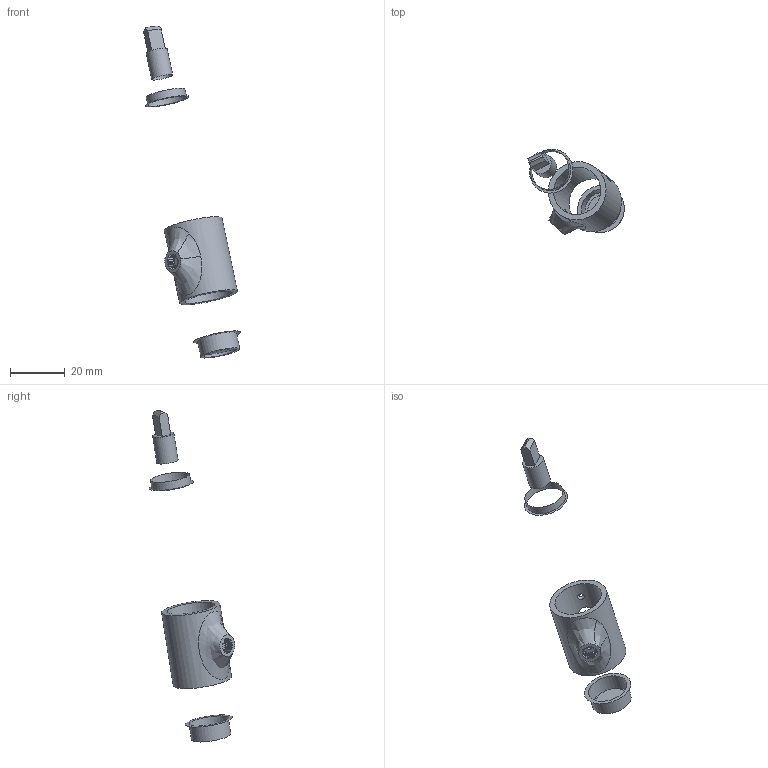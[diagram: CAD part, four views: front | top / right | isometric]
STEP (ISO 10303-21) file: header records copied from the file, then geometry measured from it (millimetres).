
FILE_DESCRIPTION(/* description */ (''),/* implementation_level */ '2;1');
FILE_NAME(/* name */ 'sim_MARCADOR_ipt_d0c1647d.STEP',/* time_stamp */ '2022-11-17T02:13:49-05:00',/* author */ ('zulet'),/* organization */ (''),/* preprocessor_version */ 'ST-DEVELOPER v18.1',/* originating_system */ 'Autodesk Inventor 2021',/* authorisation */ '');
FILE_SCHEMA (('AUTOMOTIVE_DESIGN { 1 0 10303 214 3 1 1 }'));
Length unit declared in the file: inch
Products named in the file (1): sim_MARCADOR
Bounding box: 35.15 x 31.09 x 120.91 mm (x, y, z)
Volume: 25967.3 mm3; surface area: 9919.1 mm2
Topology: 2 solids, 2 shells, 114 faces, 322 edges, 219 vertices
Faces by surface type: plane 59, cylinder 51, bspline 2, cone 2
Full cylindrical faces by diameter (mm): 2 x1, 2.5 x2, 5 x1, 6 x1, 7.8 x1, 12 x1, 14.45 x1, 14.5 x1, 17.5 x1, 21.5 x1
Entity records: 4285 total; most frequent: CARTESIAN_POINT 1049, ORIENTED_EDGE 644, DIRECTION 633, EDGE_CURVE 322, VERTEX_POINT 219, AXIS2_PLACEMENT_3D 218, LINE 197, VECTOR 197
